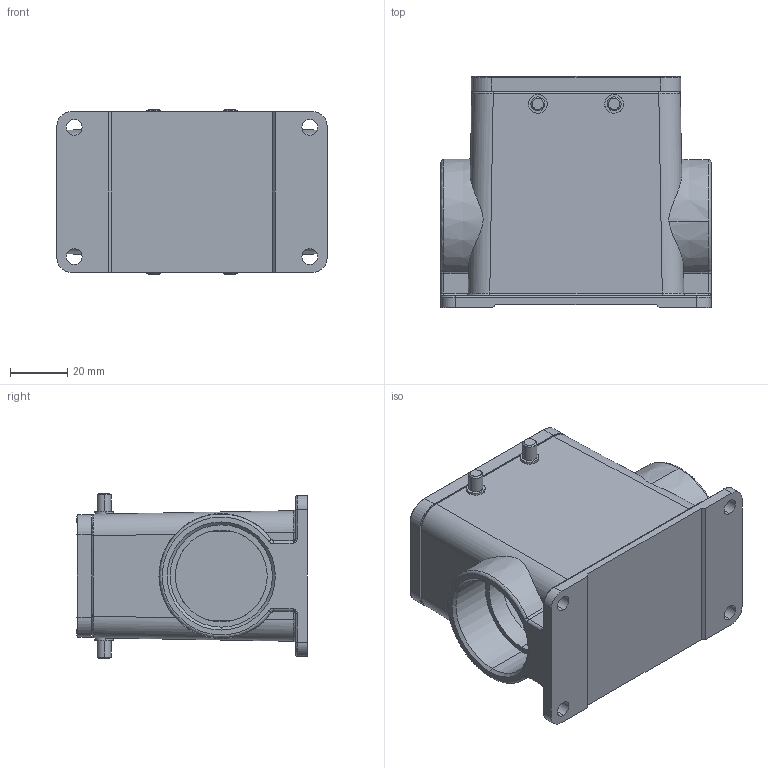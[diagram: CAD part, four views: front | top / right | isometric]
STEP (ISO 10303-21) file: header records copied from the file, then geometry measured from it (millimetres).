
FILE_DESCRIPTION (( 'STEP AP203' ), '1' );
FILE_NAME ('H10B-SFH-4B-PG29.STP', '2017-07-20T12:21:27', ( '微软用户' ), ( '微软中国' ), 'SwSTEP 2.0', 'SolidWorks 2012', '' );
FILE_SCHEMA (( 'CONFIG_CONTROL_DESIGN' ));
Length unit declared in the file: millimetre
Products named in the file (1): H10B-SFH-4B-PG29
Bounding box: 94 x 80.38 x 57.51 mm (x, y, z)
Volume: 126728 mm3; surface area: 48142.9 mm2
Topology: 1 solids, 1 shells, 288 faces, 710 edges, 446 vertices
Faces by surface type: cylinder 127, plane 88, bspline 34, cone 27, torus 12
Entity records: 11545 total; most frequent: CARTESIAN_POINT 5031, ORIENTED_EDGE 1420, DIRECTION 1244, EDGE_CURVE 710, AXIS2_PLACEMENT_3D 462, VERTEX_POINT 446, LINE 320, VECTOR 320
